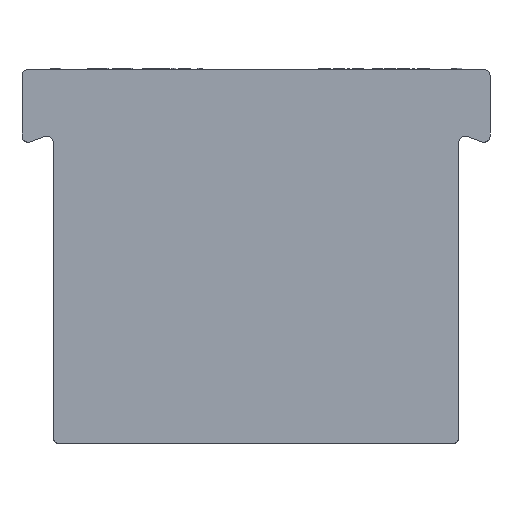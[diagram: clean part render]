
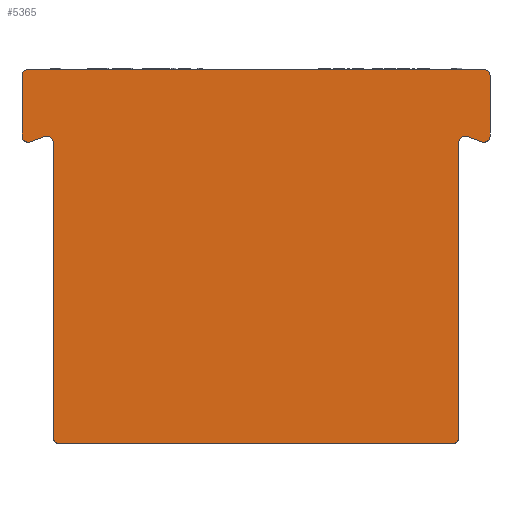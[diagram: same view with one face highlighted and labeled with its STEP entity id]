
A CAD part, left-side view. The second image highlights one B-rep face of the part: STEP entity #5365.
In plain terms, the highlighted planar face has unit normal (-1, 0, 0).
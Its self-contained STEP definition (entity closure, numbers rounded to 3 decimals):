
#76 = DIRECTION ( 'NONE',  ( 0., -0.94, -0.342 ) ) ;
#211 = DIRECTION ( 'NONE',  ( 0., 0., -1. ) ) ;
#413 = LINE ( 'NONE', #14097, #1113 ) ;
#429 = CARTESIAN_POINT ( 'NONE',  ( 0., 37.5, 30. ) ) ;
#449 = VERTEX_POINT ( 'NONE', #9204 ) ;
#857 = ORIENTED_EDGE ( 'NONE', *, *, #6615, .T. ) ;
#1113 = VECTOR ( 'NONE', #9436, 1000. ) ;
#1170 = CARTESIAN_POINT ( 'NONE',  ( 0., -37.5, -30. ) ) ;
#1391 = VECTOR ( 'NONE', #1399, 1000. ) ;
#1399 = DIRECTION ( 'NONE',  ( 0., 1., 0. ) ) ;
#1454 = EDGE_CURVE ( 'NONE', #14133, #10221, #10666, .T. ) ;
#1578 = DIRECTION ( 'NONE',  ( -1., 0., 0. ) ) ;
#1657 = CARTESIAN_POINT ( 'NONE',  ( 0., -32.5, 18.292 ) ) ;
#1920 = CARTESIAN_POINT ( 'NONE',  ( 0., 31.5, -29. ) ) ;
#1932 = CIRCLE ( 'NONE', #10338, 1. ) ;
#1993 = CIRCLE ( 'NONE', #9677, 1. ) ;
#2060 = EDGE_CURVE ( 'NONE', #3421, #12690, #6519, .T. ) ;
#2318 = DIRECTION ( 'NONE',  ( 1., 0., 0. ) ) ;
#2442 = CARTESIAN_POINT ( 'NONE',  ( 0., 36.158, 18.389 ) ) ;
#2581 = DIRECTION ( 'NONE',  ( -1., 0., 0. ) ) ;
#2618 = VERTEX_POINT ( 'NONE', #10112 ) ;
#2751 = LINE ( 'NONE', #10702, #4333 ) ;
#2789 = DIRECTION ( 'NONE',  ( -1., 0., 0. ) ) ;
#2846 = CARTESIAN_POINT ( 'NONE',  ( 0., -32.5, -29. ) ) ;
#2871 = DIRECTION ( 'NONE',  ( 1., 0., 0. ) ) ;
#2877 = DIRECTION ( 'NONE',  ( 0., 0., -1. ) ) ;
#2893 = ORIENTED_EDGE ( 'NONE', *, *, #12465, .T. ) ;
#2996 = LINE ( 'NONE', #5028, #3948 ) ;
#3167 = CIRCLE ( 'NONE', #9399, 1. ) ;
#3184 = VERTEX_POINT ( 'NONE', #8439 ) ;
#3194 = AXIS2_PLACEMENT_3D ( 'NONE', #10683, #2871, #8574 ) ;
#3278 = DIRECTION ( 'NONE',  ( -1., 0., 0. ) ) ;
#3421 = VERTEX_POINT ( 'NONE', #5808 ) ;
#3772 = CARTESIAN_POINT ( 'NONE',  ( 0., 36.5, 19.328 ) ) ;
#3948 = VECTOR ( 'NONE', #5248, 1000. ) ;
#4008 = FACE_OUTER_BOUND ( 'NONE', #10320, .T. ) ;
#4192 = ORIENTED_EDGE ( 'NONE', *, *, #10433, .T. ) ;
#4298 = DIRECTION ( 'NONE',  ( -1., 0., 0. ) ) ;
#4333 = VECTOR ( 'NONE', #13325, 1000. ) ;
#4507 = CARTESIAN_POINT ( 'NONE',  ( 0., 33.5, 18.292 ) ) ;
#4590 = VECTOR ( 'NONE', #6001, 1000. ) ;
#4674 = ORIENTED_EDGE ( 'NONE', *, *, #8207, .T. ) ;
#4722 = CIRCLE ( 'NONE', #13112, 1. ) ;
#4775 = CARTESIAN_POINT ( 'NONE',  ( 0., -36.5, 29. ) ) ;
#4887 = EDGE_CURVE ( 'NONE', #14596, #13980, #4722, .T. ) ;
#5028 = CARTESIAN_POINT ( 'NONE',  ( 0., -32.5, -30. ) ) ;
#5248 = DIRECTION ( 'NONE',  ( 0., 0., 1. ) ) ;
#5365 = ADVANCED_FACE ( 'NONE', ( #4008 ), #8350, .F. ) ;
#5696 = CARTESIAN_POINT ( 'NONE',  ( 0., -36.158, 18.389 ) ) ;
#5808 = CARTESIAN_POINT ( 'NONE',  ( 0., 36.5, 30. ) ) ;
#6001 = DIRECTION ( 'NONE',  ( 0., 0., -1. ) ) ;
#6019 = CARTESIAN_POINT ( 'NONE',  ( 0., 36.5, 29. ) ) ;
#6241 = CARTESIAN_POINT ( 'NONE',  ( 0., 32.5, 20. ) ) ;
#6285 = VECTOR ( 'NONE', #76, 1000. ) ;
#6519 = CIRCLE ( 'NONE', #11078, 1. ) ;
#6615 = EDGE_CURVE ( 'NONE', #449, #14133, #10375, .T. ) ;
#7001 = CARTESIAN_POINT ( 'NONE',  ( 0., 37.5, 29. ) ) ;
#7188 = CARTESIAN_POINT ( 'NONE',  ( 0., -33.5, 18.292 ) ) ;
#7212 = ORIENTED_EDGE ( 'NONE', *, *, #13137, .T. ) ;
#7256 = CARTESIAN_POINT ( 'NONE',  ( 0., -37.5, 30. ) ) ;
#7333 = DIRECTION ( 'NONE',  ( 0., 0., -1. ) ) ;
#7365 = DIRECTION ( 'NONE',  ( 0., 0., -1. ) ) ;
#7369 = ORIENTED_EDGE ( 'NONE', *, *, #10413, .F. ) ;
#7928 = CARTESIAN_POINT ( 'NONE',  ( 0., 32.5, -29. ) ) ;
#7988 = CIRCLE ( 'NONE', #11599, 1. ) ;
#8146 = CARTESIAN_POINT ( 'NONE',  ( 0., 32.5, 18.292 ) ) ;
#8207 = EDGE_CURVE ( 'NONE', #2618, #13438, #3167, .T. ) ;
#8296 = CARTESIAN_POINT ( 'NONE',  ( 0., -36.5, 30. ) ) ;
#8319 = EDGE_CURVE ( 'NONE', #12015, #10138, #10220, .T. ) ;
#8350 = PLANE ( 'NONE',  #3194 ) ;
#8439 = CARTESIAN_POINT ( 'NONE',  ( 0., 37.5, 19.328 ) ) ;
#8574 = DIRECTION ( 'NONE',  ( 0., 0., -1. ) ) ;
#8627 = DIRECTION ( 'NONE',  ( 0., 0., -1. ) ) ;
#8767 = DIRECTION ( 'NONE',  ( -1., 0., 0. ) ) ;
#8862 = CARTESIAN_POINT ( 'NONE',  ( 0., -36.5, 19.328 ) ) ;
#9204 = CARTESIAN_POINT ( 'NONE',  ( 0., 33.842, 19.232 ) ) ;
#9218 = EDGE_CURVE ( 'NONE', #3184, #12405, #1993, .T. ) ;
#9246 = ORIENTED_EDGE ( 'NONE', *, *, #9325, .T. ) ;
#9325 = EDGE_CURVE ( 'NONE', #10138, #12176, #7988, .T. ) ;
#9399 = AXIS2_PLACEMENT_3D ( 'NONE', #4775, #2581, #2877 ) ;
#9436 = DIRECTION ( 'NONE',  ( 0., 1., 0. ) ) ;
#9499 = CARTESIAN_POINT ( 'NONE',  ( 0., 31.5, -30. ) ) ;
#9612 = ORIENTED_EDGE ( 'NONE', *, *, #9955, .T. ) ;
#9677 = AXIS2_PLACEMENT_3D ( 'NONE', #3772, #1578, #14355 ) ;
#9828 = VERTEX_POINT ( 'NONE', #9499 ) ;
#9846 = ORIENTED_EDGE ( 'NONE', *, *, #2060, .T. ) ;
#9955 = EDGE_CURVE ( 'NONE', #13980, #14818, #2996, .T. ) ;
#10112 = CARTESIAN_POINT ( 'NONE',  ( 0., -37.5, 29. ) ) ;
#10115 = DIRECTION ( 'NONE',  ( 0., 0., -1. ) ) ;
#10138 = VERTEX_POINT ( 'NONE', #5696 ) ;
#10220 = LINE ( 'NONE', #13907, #6285 ) ;
#10221 = VERTEX_POINT ( 'NONE', #7928 ) ;
#10320 = EDGE_LOOP ( 'NONE', ( #7212, #14484, #2893, #857, #11866, #12260, #7369, #13993, #9612, #4192, #14308, #9246, #11765, #4674, #14837, #9846 ) ) ;
#10338 = AXIS2_PLACEMENT_3D ( 'NONE', #1920, #8767, #10115 ) ;
#10375 = CIRCLE ( 'NONE', #12778, 1. ) ;
#10413 = EDGE_CURVE ( 'NONE', #14596, #9828, #13951, .T. ) ;
#10433 = EDGE_CURVE ( 'NONE', #14818, #12015, #11713, .T. ) ;
#10666 = LINE ( 'NONE', #6241, #12824 ) ;
#10683 = CARTESIAN_POINT ( 'NONE',  ( 0., -37.5, 30. ) ) ;
#10702 = CARTESIAN_POINT ( 'NONE',  ( 0., 33.842, 19.232 ) ) ;
#10808 = VECTOR ( 'NONE', #7333, 1000. ) ;
#11025 = CARTESIAN_POINT ( 'NONE',  ( 0., -33.842, 19.232 ) ) ;
#11078 = AXIS2_PLACEMENT_3D ( 'NONE', #6019, #2789, #7365 ) ;
#11082 = DIRECTION ( 'NONE',  ( 0., 0., -1. ) ) ;
#11599 = AXIS2_PLACEMENT_3D ( 'NONE', #8862, #4298, #13304 ) ;
#11713 = CIRCLE ( 'NONE', #12916, 1. ) ;
#11765 = ORIENTED_EDGE ( 'NONE', *, *, #13559, .F. ) ;
#11827 = CARTESIAN_POINT ( 'NONE',  ( 0., -31.5, -30. ) ) ;
#11856 = LINE ( 'NONE', #429, #4590 ) ;
#11866 = ORIENTED_EDGE ( 'NONE', *, *, #1454, .T. ) ;
#11920 = DIRECTION ( 'NONE',  ( 0., 0., -1. ) ) ;
#12015 = VERTEX_POINT ( 'NONE', #11025 ) ;
#12176 = VERTEX_POINT ( 'NONE', #12748 ) ;
#12260 = ORIENTED_EDGE ( 'NONE', *, *, #14010, .T. ) ;
#12405 = VERTEX_POINT ( 'NONE', #2442 ) ;
#12465 = EDGE_CURVE ( 'NONE', #12405, #449, #2751, .T. ) ;
#12668 = DIRECTION ( 'NONE',  ( 1., 0., 0. ) ) ;
#12690 = VERTEX_POINT ( 'NONE', #7001 ) ;
#12748 = CARTESIAN_POINT ( 'NONE',  ( 0., -37.5, 19.328 ) ) ;
#12778 = AXIS2_PLACEMENT_3D ( 'NONE', #4507, #2318, #211 ) ;
#12824 = VECTOR ( 'NONE', #8627, 1000. ) ;
#12916 = AXIS2_PLACEMENT_3D ( 'NONE', #7188, #12668, #11920 ) ;
#13112 = AXIS2_PLACEMENT_3D ( 'NONE', #14540, #3278, #11082 ) ;
#13137 = EDGE_CURVE ( 'NONE', #12690, #3184, #11856, .T. ) ;
#13304 = DIRECTION ( 'NONE',  ( 0., 0., -1. ) ) ;
#13325 = DIRECTION ( 'NONE',  ( 0., -0.94, 0.342 ) ) ;
#13438 = VERTEX_POINT ( 'NONE', #8296 ) ;
#13559 = EDGE_CURVE ( 'NONE', #2618, #12176, #14094, .T. ) ;
#13907 = CARTESIAN_POINT ( 'NONE',  ( 0., -36.158, 18.389 ) ) ;
#13951 = LINE ( 'NONE', #1170, #1391 ) ;
#13980 = VERTEX_POINT ( 'NONE', #2846 ) ;
#13993 = ORIENTED_EDGE ( 'NONE', *, *, #4887, .T. ) ;
#14010 = EDGE_CURVE ( 'NONE', #10221, #9828, #1932, .T. ) ;
#14094 = LINE ( 'NONE', #7256, #10808 ) ;
#14097 = CARTESIAN_POINT ( 'NONE',  ( 0., -37.5, 30. ) ) ;
#14133 = VERTEX_POINT ( 'NONE', #8146 ) ;
#14285 = EDGE_CURVE ( 'NONE', #13438, #3421, #413, .T. ) ;
#14308 = ORIENTED_EDGE ( 'NONE', *, *, #8319, .T. ) ;
#14355 = DIRECTION ( 'NONE',  ( 0., 0., -1. ) ) ;
#14484 = ORIENTED_EDGE ( 'NONE', *, *, #9218, .T. ) ;
#14540 = CARTESIAN_POINT ( 'NONE',  ( 0., -31.5, -29. ) ) ;
#14596 = VERTEX_POINT ( 'NONE', #11827 ) ;
#14818 = VERTEX_POINT ( 'NONE', #1657 ) ;
#14837 = ORIENTED_EDGE ( 'NONE', *, *, #14285, .T. ) ;
